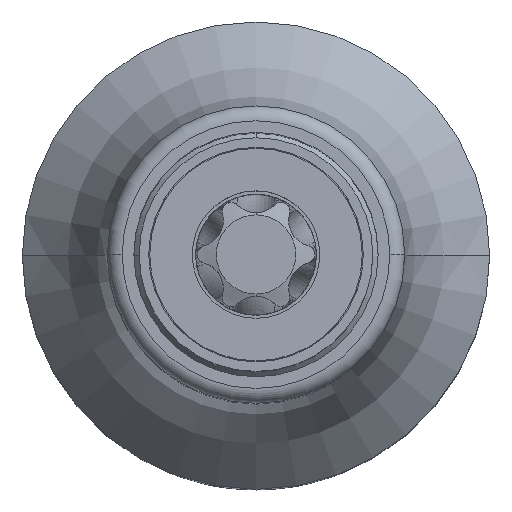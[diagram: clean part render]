
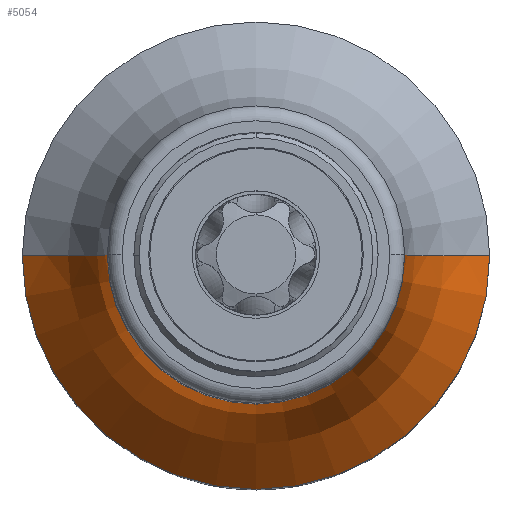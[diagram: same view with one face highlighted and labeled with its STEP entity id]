
A CAD part, top view. The second image highlights one B-rep face of the part: STEP entity #5054.
In plain terms, the highlighted toroidal (fillet/blend) face has major radius 17 mm and minor radius 10 mm.
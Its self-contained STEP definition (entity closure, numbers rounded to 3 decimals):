
#4522=CARTESIAN_POINT('',(0.,0.,17.2));
#4523=DIRECTION('',(0.,0.,1.));
#4524=DIRECTION('',(-1.,0.,0.));
#4525=AXIS2_PLACEMENT_3D('',#4522,#4523,#4524);
#4615=CARTESIAN_POINT('',(17.,0.,
25.2));
#4616=DIRECTION('',(0.,1.,0.));
#4617=DIRECTION('',(-0.6,0.,-0.8));
#4618=AXIS2_PLACEMENT_3D('',#4615,#4616,#4617);
#4623=CARTESIAN_POINT('',(-17.,0.,
25.2));
#4624=DIRECTION('',(0.,-1.,0.));
#4625=DIRECTION('',(0.6,0.,-0.8));
#4626=AXIS2_PLACEMENT_3D('',#4623,#4624,#4625);
#4639=CARTESIAN_POINT('',(0.,0.,25.2));
#4640=DIRECTION('',(0.,0.,1.));
#4641=DIRECTION('',(-1.,0.,0.));
#4642=AXIS2_PLACEMENT_3D('',#4639,#4640,#4641);
#4771=CARTESIAN_POINT('',(-11.,0.,17.2));
#4772=CARTESIAN_POINT('',(11.,0.,17.2));
#4773=VERTEX_POINT('',#4771);
#4774=VERTEX_POINT('',#4772);
#4775=CARTESIAN_POINT('',(-7.,0.,25.2));
#4776=CARTESIAN_POINT('',(7.,0.,25.2));
#4777=VERTEX_POINT('',#4775);
#4778=VERTEX_POINT('',#4776);
#5042=CARTESIAN_POINT('',(0.,0.,25.2));
#5043=DIRECTION('',(0.,0.,1.));
#5044=DIRECTION('',(-1.,0.,0.));
#5045=AXIS2_PLACEMENT_3D('',#5042,#5043,#5044);
#5046=TOROIDAL_SURFACE('',#5045,17.,10.);
#5047=ORIENTED_EDGE('',*,*,#4976,.F.);
#5048=ORIENTED_EDGE('',*,*,#5037,.T.);
#5050=ORIENTED_EDGE('',*,*,#5049,.T.);
#5051=ORIENTED_EDGE('',*,*,#5033,.F.);
#5052=EDGE_LOOP('',(#5047,#5048,#5050,#5051));
#5053=FACE_OUTER_BOUND('',#5052,.F.);
#5054=ADVANCED_FACE('',(#5053),#5046,.F.);
#4526=CIRCLE('',#4525,11.);
#4619=CIRCLE('',#4618,10.);
#4627=CIRCLE('',#4626,10.);
#4643=CIRCLE('',#4642,7.);
#4976=EDGE_CURVE('',#4773,#4774,#4526,.T.);
#5033=EDGE_CURVE('',#4774,#4778,#4619,.T.);
#5037=EDGE_CURVE('',#4773,#4777,#4627,.T.);
#5049=EDGE_CURVE('',#4777,#4778,#4643,.T.);
